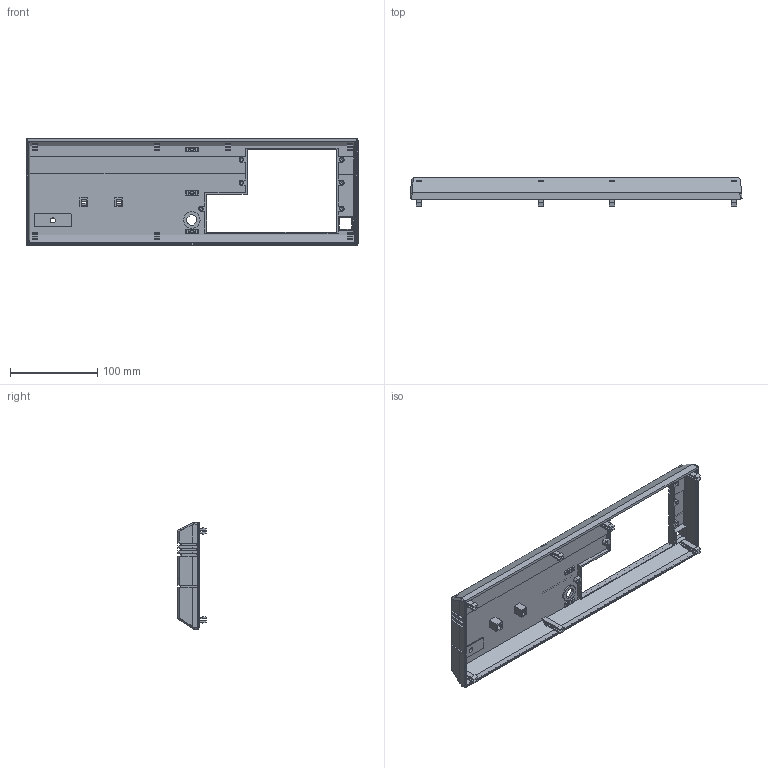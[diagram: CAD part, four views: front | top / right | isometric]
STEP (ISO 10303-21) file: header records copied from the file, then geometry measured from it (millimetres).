
FILE_DESCRIPTION(/* description */ (''),/* implementation_level */ '2;1');
FILE_NAME(/* name */ 'Amiga 4000D Front Cover.step',/* time_stamp */ '2018-04-29T23:12:23+01:00',/* author */ (''),/* organization */ (''),/* preprocessor_version */ 'ST-DEVELOPER v16.13',/* originating_system */ 'Autodesk Translation Framework v6.5.0.72',/* authorisation */ '');
FILE_SCHEMA (('AUTOMOTIVE_DESIGN { 1 0 10303 214 3 1 1 }'));
Length unit declared in the file: millimetre
Products named in the file (1): Amiga 4000-3
Bounding box: 381.42 x 32.55 x 122.5 mm (x, y, z)
Volume: 146163.9 mm3; surface area: 131002.4 mm2
Topology: 11 solids, 11 shells, 1057 faces, 2926 edges, 1943 vertices
Faces by surface type: plane 764, bspline 250, cylinder 37, cone 6
Full cylindrical faces by diameter (mm): 4 x6, 5.75 x1, 19 x2
Entity records: 35767 total; most frequent: CARTESIAN_POINT 10339, ORIENTED_EDGE 5840, DIRECTION 4142, EDGE_CURVE 2920, LINE 2314, VECTOR 2314, VERTEX_POINT 1943, EDGE_LOOP 1127
